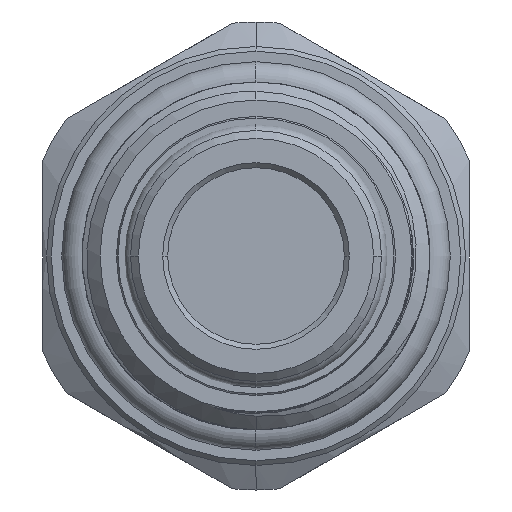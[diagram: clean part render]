
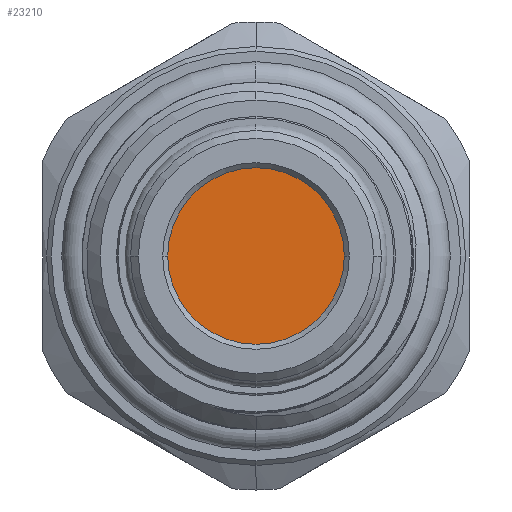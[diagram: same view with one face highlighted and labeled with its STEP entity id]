
A CAD part, left-side view. The second image highlights one B-rep face of the part: STEP entity #23210.
In plain terms, the highlighted planar face has unit normal (-1, 0, 0).
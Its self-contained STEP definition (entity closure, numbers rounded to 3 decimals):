
#1049 = DIRECTION ( 'NONE',  ( 0., 0., 1. ) ) ;
#1260 = DIRECTION ( 'NONE',  ( 0., 0., 1. ) ) ;
#4339 = VERTEX_POINT ( 'NONE', #27810 ) ;
#5904 = DIRECTION ( 'NONE',  ( 0., 0., 1. ) ) ;
#6175 = FACE_OUTER_BOUND ( 'NONE', #18162, .T. ) ;
#8434 = ORIENTED_EDGE ( 'NONE', *, *, #13917, .F. ) ;
#12219 = CARTESIAN_POINT ( 'NONE',  ( -35.874, 0., 0. ) ) ;
#13316 = CIRCLE ( 'NONE', #34415, 5.584 ) ;
#13917 = EDGE_CURVE ( 'NONE', #22373, #4339, #17869, .T. ) ;
#15223 = ORIENTED_EDGE ( 'NONE', *, *, #25338, .F. ) ;
#17869 = CIRCLE ( 'NONE', #34455, 5.584 ) ;
#18101 = CARTESIAN_POINT ( 'NONE',  ( -35.874, 5.584, 0. ) ) ;
#18162 = EDGE_LOOP ( 'NONE', ( #8434, #15223 ) ) ;
#18306 = DIRECTION ( 'NONE',  ( -1., 0., 0. ) ) ;
#18763 = DIRECTION ( 'NONE',  ( 1., 0., 0. ) ) ;
#21344 = PLANE ( 'NONE',  #21396 ) ;
#21396 = AXIS2_PLACEMENT_3D ( 'NONE', #35503, #18306, #1049 ) ;
#22373 = VERTEX_POINT ( 'NONE', #18101 ) ;
#23210 = ADVANCED_FACE ( 'NONE', ( #6175 ), #21344, .T. ) ;
#23223 = DIRECTION ( 'NONE',  ( 1., 0., 0. ) ) ;
#25338 = EDGE_CURVE ( 'NONE', #4339, #22373, #13316, .T. ) ;
#27810 = CARTESIAN_POINT ( 'NONE',  ( -35.874, -5.584, 0. ) ) ;
#34415 = AXIS2_PLACEMENT_3D ( 'NONE', #12219, #23223, #5904 ) ;
#34455 = AXIS2_PLACEMENT_3D ( 'NONE', #36059, #18763, #1260 ) ;
#35503 = CARTESIAN_POINT ( 'NONE',  ( -35.874, 0., 0. ) ) ;
#36059 = CARTESIAN_POINT ( 'NONE',  ( -35.874, 0., 0. ) ) ;
